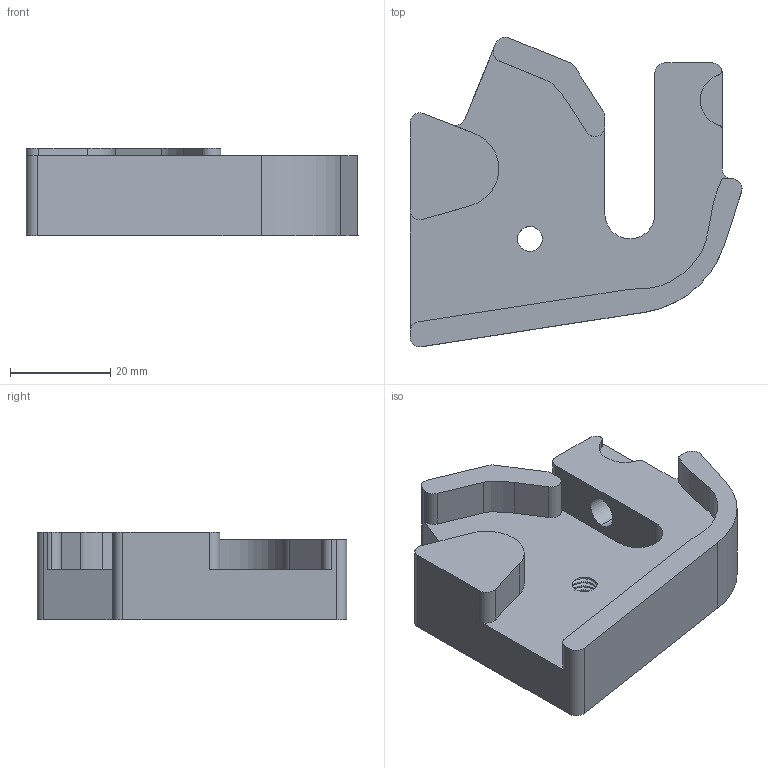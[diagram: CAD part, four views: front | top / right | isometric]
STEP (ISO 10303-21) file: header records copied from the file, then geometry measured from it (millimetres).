
FILE_DESCRIPTION (( 'STEP AP203' ), '1' );
FILE_NAME ('torque arm drive side v2_9 without hangar_less material.STEP', '2022-03-27T10:02:09', ( '' ), ( '' ), 'SwSTEP 2.0', 'SolidWorks 2021', '' );
FILE_SCHEMA (( 'CONFIG_CONTROL_DESIGN' ));
Length unit declared in the file: millimetre
Products named in the file (1): torque arm drive side v2_9 without hangar_less material
Bounding box: 66.35 x 61.88 x 17.5 mm (x, y, z)
Volume: 31963.6 mm3; surface area: 11404.1 mm2
Topology: 1 solids, 1 shells, 122 faces, 347 edges, 226 vertices
Faces by surface type: cylinder 87, plane 25, bspline 8, cone 2
Entity records: 9464 total; most frequent: CARTESIAN_POINT 6585, ORIENTED_EDGE 690, DIRECTION 497, EDGE_CURVE 345, VERTEX_POINT 226, AXIS2_PLACEMENT_3D 170, LINE 157, VECTOR 157
